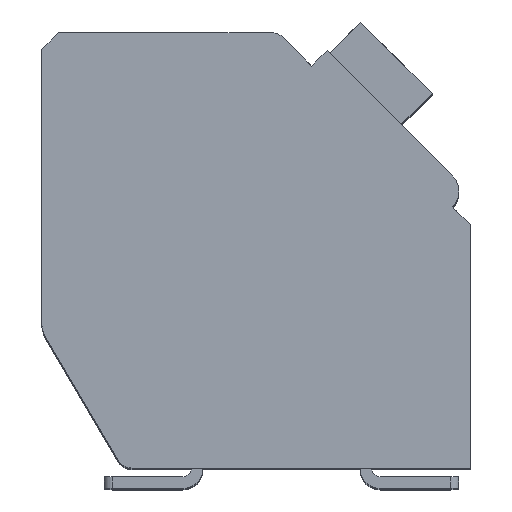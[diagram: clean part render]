
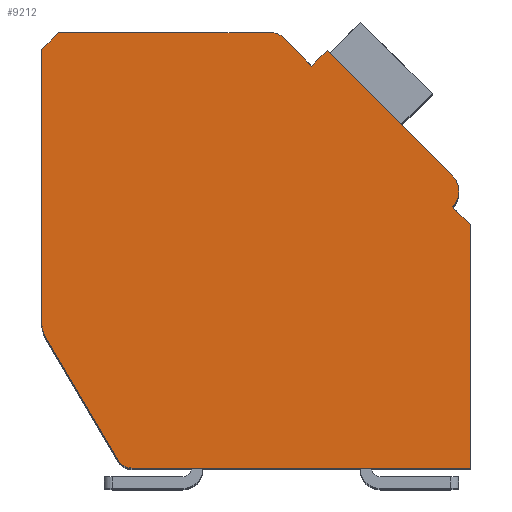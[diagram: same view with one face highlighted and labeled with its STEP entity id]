
A CAD part, top view. The second image highlights one B-rep face of the part: STEP entity #9212.
In plain terms, the highlighted planar face has unit normal (0, 0, 1).
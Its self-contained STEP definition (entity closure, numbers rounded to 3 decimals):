
#228=DIRECTION('',(0.,-1.,0.));
#229=VECTOR('',#228,8.053);
#230=CARTESIAN_POINT('',(-12.7,12.4,2.1));
#231=LINE('',#230,#229);
#232=DIRECTION('',(-0.707,-0.707,0.));
#233=VECTOR('',#232,0.707);
#234=CARTESIAN_POINT('',(-12.2,12.9,2.1));
#235=LINE('',#234,#233);
#236=DIRECTION('',(-1.,0.,0.));
#237=VECTOR('',#236,6.298);
#238=CARTESIAN_POINT('',(-5.902,12.9,2.1));
#239=LINE('',#238,#237);
#240=CARTESIAN_POINT('',(-5.902,12.4,2.1));
#241=DIRECTION('',(0.,0.,1.));
#242=DIRECTION('',(0.707,0.707,0.));
#243=AXIS2_PLACEMENT_3D('',#240,#241,#242);
#245=DIRECTION('',(-0.707,0.707,0.));
#246=VECTOR('',#245,1.197);
#247=CARTESIAN_POINT('',(-4.702,11.907,2.1));
#248=LINE('',#247,#246);
#249=DIRECTION('',(-0.707,-0.707,0.));
#250=VECTOR('',#249,0.65);
#251=CARTESIAN_POINT('',(-4.243,12.367,2.1));
#252=LINE('',#251,#250);
#253=DIRECTION('',(-0.707,0.707,0.));
#254=VECTOR('',#253,5.25);
#255=CARTESIAN_POINT('',(-0.53,8.655,2.1));
#256=LINE('',#255,#254);
#257=CARTESIAN_POINT('',(-0.99,8.195,2.1));
#258=DIRECTION('',(0.,0.,1.));
#259=DIRECTION('',(0.707,-0.707,0.));
#260=AXIS2_PLACEMENT_3D('',#257,#258,#259);
#262=DIRECTION('',(-0.707,0.707,0.));
#263=VECTOR('',#262,0.75);
#264=CARTESIAN_POINT('',(0.,7.205,2.1));
#265=LINE('',#264,#263);
#266=DIRECTION('',(0.,1.,0.));
#267=VECTOR('',#266,7.205);
#268=CARTESIAN_POINT('',(0.,0.,2.1));
#269=LINE('',#268,#267);
#270=DIRECTION('',(1.,0.,0.));
#271=VECTOR('',#270,10.014);
#272=CARTESIAN_POINT('',(-10.014,0.,2.1));
#273=LINE('',#272,#271);
#274=CARTESIAN_POINT('',(-10.014,0.5,2.1));
#275=DIRECTION('',(0.,0.,1.));
#276=DIRECTION('',(-0.862,-0.508,0.));
#277=AXIS2_PLACEMENT_3D('',#274,#275,#276);
#279=DIRECTION('',(0.508,-0.862,0.));
#280=VECTOR('',#279,4.17);
#281=CARTESIAN_POINT('',(-12.562,3.839,2.1));
#282=LINE('',#281,#280);
#283=CARTESIAN_POINT('',(-11.7,4.347,2.1));
#284=DIRECTION('',(0.,0.,1.));
#285=DIRECTION('',(-1.,0.,0.));
#286=AXIS2_PLACEMENT_3D('',#283,#284,#285);
#6911=CARTESIAN_POINT('',(-12.7,12.4,2.1));
#6912=CARTESIAN_POINT('',(-12.7,4.347,2.1));
#6913=VERTEX_POINT('',#6911);
#6914=VERTEX_POINT('',#6912);
#6915=CARTESIAN_POINT('',(-12.562,3.839,2.1));
#6916=VERTEX_POINT('',#6915);
#6917=CARTESIAN_POINT('',(-10.445,0.246,2.1));
#6918=VERTEX_POINT('',#6917);
#6919=CARTESIAN_POINT('',(-10.014,0.,2.1));
#6920=VERTEX_POINT('',#6919);
#6921=CARTESIAN_POINT('',(0.,0.,2.1));
#6922=VERTEX_POINT('',#6921);
#6923=CARTESIAN_POINT('',(0.,7.205,2.1));
#6924=VERTEX_POINT('',#6923);
#6925=CARTESIAN_POINT('',(-0.53,7.735,2.1));
#6926=VERTEX_POINT('',#6925);
#6927=CARTESIAN_POINT('',(-0.53,8.655,2.1));
#6928=VERTEX_POINT('',#6927);
#6929=CARTESIAN_POINT('',(-4.243,12.367,2.1));
#6930=VERTEX_POINT('',#6929);
#6931=CARTESIAN_POINT('',(-4.702,11.907,2.1));
#6932=VERTEX_POINT('',#6931);
#6933=CARTESIAN_POINT('',(-5.548,12.754,2.1));
#6934=VERTEX_POINT('',#6933);
#6935=CARTESIAN_POINT('',(-5.902,12.9,2.1));
#6936=VERTEX_POINT('',#6935);
#6937=CARTESIAN_POINT('',(-12.2,12.9,2.1));
#6938=VERTEX_POINT('',#6937);
#9179=CARTESIAN_POINT('',(0.,0.,2.1));
#9180=DIRECTION('',(0.,0.,1.));
#9181=DIRECTION('',(1.,0.,0.));
#9182=AXIS2_PLACEMENT_3D('',#9179,#9180,#9181);
#9183=PLANE('',#9182);
#9184=ORIENTED_EDGE('',*,*,#9001,.F.);
#9186=ORIENTED_EDGE('',*,*,#9185,.F.);
#9188=ORIENTED_EDGE('',*,*,#9187,.F.);
#9190=ORIENTED_EDGE('',*,*,#9189,.F.);
#9192=ORIENTED_EDGE('',*,*,#9191,.F.);
#9194=ORIENTED_EDGE('',*,*,#9193,.F.);
#9196=ORIENTED_EDGE('',*,*,#9195,.F.);
#9198=ORIENTED_EDGE('',*,*,#9197,.F.);
#9200=ORIENTED_EDGE('',*,*,#9199,.F.);
#9202=ORIENTED_EDGE('',*,*,#9201,.F.);
#9204=ORIENTED_EDGE('',*,*,#9203,.F.);
#9206=ORIENTED_EDGE('',*,*,#9205,.F.);
#9208=ORIENTED_EDGE('',*,*,#9207,.F.);
#9209=ORIENTED_EDGE('',*,*,#9082,.F.);
#9210=EDGE_LOOP('',(#9184,#9186,#9188,#9190,#9192,#9194,#9196,#9198,#9200,#9202,
#9204,#9206,#9208,#9209));
#9211=FACE_OUTER_BOUND('',#9210,.F.);
#244=CIRCLE('',#243,0.5);
#261=CIRCLE('',#260,0.65);
#278=CIRCLE('',#277,0.5);
#287=CIRCLE('',#286,1.);
#9001=EDGE_CURVE('',#6913,#6914,#231,.T.);
#9082=EDGE_CURVE('',#6914,#6916,#287,.T.);
#9185=EDGE_CURVE('',#6938,#6913,#235,.T.);
#9187=EDGE_CURVE('',#6936,#6938,#239,.T.);
#9189=EDGE_CURVE('',#6934,#6936,#244,.T.);
#9191=EDGE_CURVE('',#6932,#6934,#248,.T.);
#9193=EDGE_CURVE('',#6930,#6932,#252,.T.);
#9195=EDGE_CURVE('',#6928,#6930,#256,.T.);
#9197=EDGE_CURVE('',#6926,#6928,#261,.T.);
#9199=EDGE_CURVE('',#6924,#6926,#265,.T.);
#9201=EDGE_CURVE('',#6922,#6924,#269,.T.);
#9203=EDGE_CURVE('',#6920,#6922,#273,.T.);
#9205=EDGE_CURVE('',#6918,#6920,#278,.T.);
#9207=EDGE_CURVE('',#6916,#6918,#282,.T.);
#9212=ADVANCED_FACE('',(#9211),#9183,.T.);
